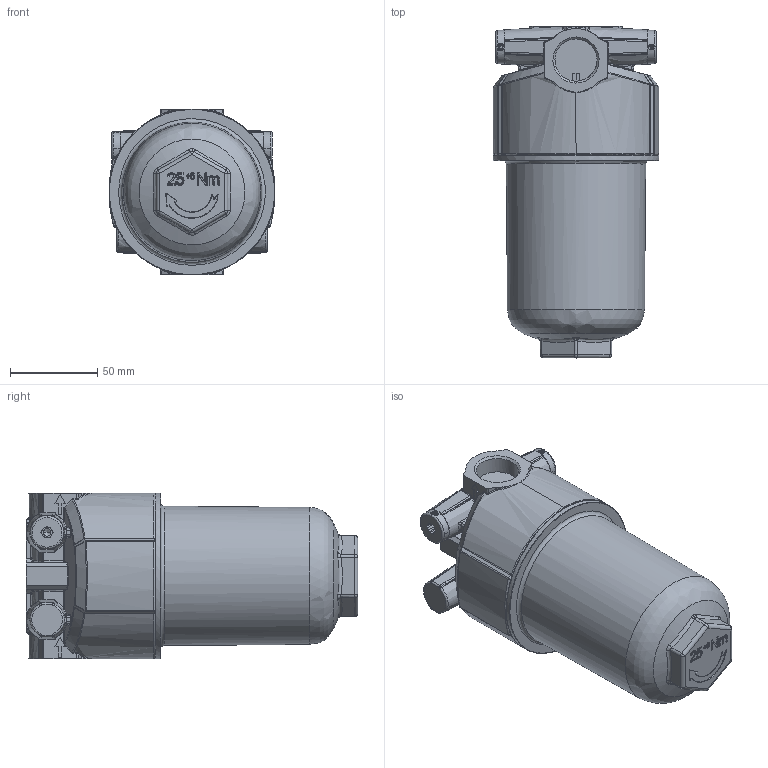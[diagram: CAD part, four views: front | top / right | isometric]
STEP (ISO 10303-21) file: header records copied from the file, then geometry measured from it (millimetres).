
FILE_DESCRIPTION((''),'2;1');
FILE_NAME('SaugfilterLS_025-152.stp', '2013-04-15T12:50:55',('User'),('SDRC'),'I-DEAS Master Series 9','UNIX', 'Yes');
FILE_SCHEMA(('AUTOMOTIVE_DESIGN { 1 0 10303 214 1 1 1 1 }'));
Length unit declared in the file: millimetre
Products named in the file (1): LS 025-152
Bounding box: 95 x 190 x 95 mm (x, y, z)
Volume: 974604.7 mm3; surface area: 76728.2 mm2
Topology: 1 solids, 10 shells, 1553 faces, 3813 edges, 2198 vertices
Faces by surface type: bspline 1553
Entity records: 53994 total; most frequent: CARTESIAN_POINT 33175, ORIENTED_EDGE 7372, EDGE_CURVE 3686, VERTEX_POINT 2184, B_SPLINE_CURVE_WITH_KNOTS 1985, EDGE_LOOP 1590, FACE_OUTER_BOUND 1553, ADVANCED_FACE 1553
